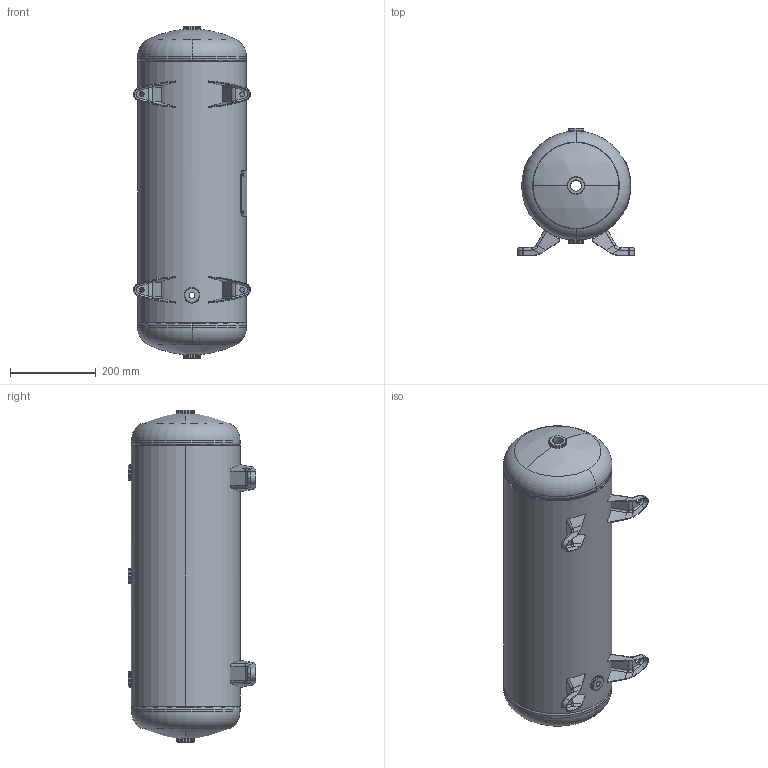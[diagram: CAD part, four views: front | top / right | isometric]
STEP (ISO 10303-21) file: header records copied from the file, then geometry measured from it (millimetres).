
FILE_DESCRIPTION (( 'STEP AP214' ), '1' );
FILE_NAME ('302460.STEP', '2024-03-20T21:45:35', ( '' ), ( '' ), 'SwSTEP 2.0', 'SolidWorks 2022', '' );
FILE_SCHEMA (( 'AUTOMOTIVE_DESIGN' ));
Length unit declared in the file: inch
Products named in the file (9): PHOENIX FLAT FLANGE_0500P393; PHOENIX FLAT FLANGE_0250P391; 302460-SL; HEAD_10X094JOG; NP-HOR_10; 302460; A21150_A21150.1; PHOENIX FLAT FLANGE_0750
Assembly tree (14 placements, depth 2):
  302460
    302460-SL
    HEAD_10X094JOG
    HEAD_10X094JOG
    PHOENIX FLAT FLANGE_0750  x2
    PHOENIX FLAT FLANGE_0500P393  x3
    PHOENIX FLAT FLANGE_0250P391
    A21150_A21150.1  x4
    NP-HOR_10
Bounding box: 273.05 x 297.65 x 776.27 mm (x, y, z)
Volume: 1682199.3 mm3; surface area: 1404007.1 mm2
Topology: 14 solids, 14 shells, 462 faces, 1076 edges, 652 vertices
Faces by surface type: cylinder 176, torus 112, plane 98, bspline 68, sphere 8
Full cylindrical faces by diameter (mm): 249.072 x1, 254 x1
Entity records: 12005 total; most frequent: CARTESIAN_POINT 6786, DIRECTION 1046, ORIENTED_EDGE 988, EDGE_CURVE 494, AXIS2_PLACEMENT_3D 467, VERTEX_POINT 298, CIRCLE 266, EDGE_LOOP 248
